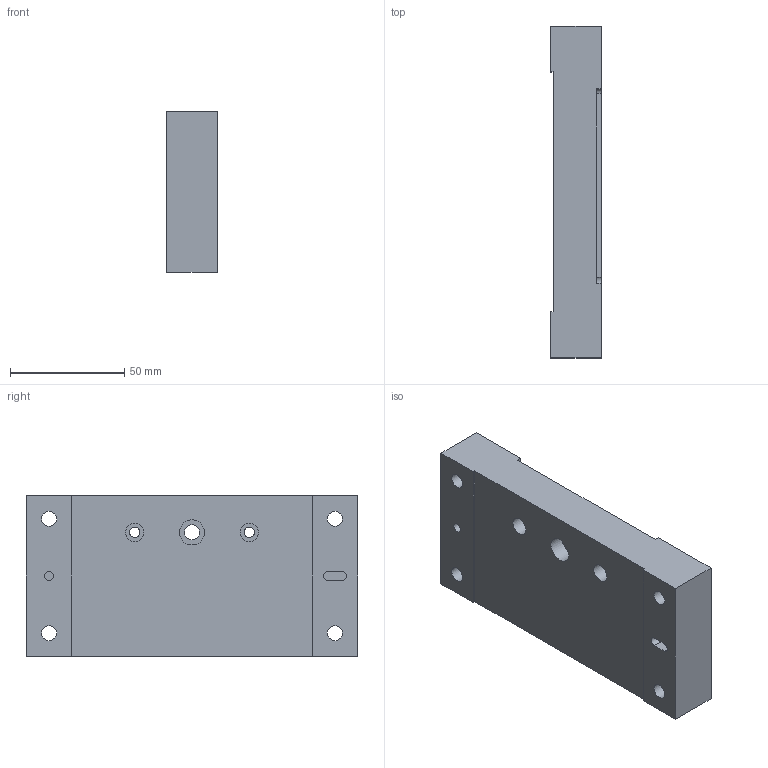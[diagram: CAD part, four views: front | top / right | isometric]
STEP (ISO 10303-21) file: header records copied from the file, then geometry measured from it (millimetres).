
FILE_DESCRIPTION(/* description */ ('Overview Flip Mirror Mount'),/* implementation_level */ '2;1');
FILE_NAME(/* name */ 'FAB-OX0009 - Overview Flip Mirror Mount.stp',/* time_stamp */ '2020-02-10T12:00:49+00:00',/* author */ ('whgu0532'),/* organization */ (''),/* preprocessor_version */ 'ST-DEVELOPER v18',/* originating_system */ 'Autodesk Inventor 2020',/* authorisation */ '');
FILE_SCHEMA (('AUTOMOTIVE_DESIGN { 1 0 10303 214 3 1 1 }'));
Length unit declared in the file: millimetre
Products named in the file (1): FAB-OX0009
Bounding box: 22 x 145 x 70 mm (x, y, z)
Volume: 198588.3 mm3; surface area: 33587.7 mm2
Topology: 1 solids, 1 shells, 47 faces, 124 edges, 88 vertices
Faces by surface type: plane 25, cylinder 20, cone 2
Full cylindrical faces by diameter (mm): 4 x1, 4.5 x2, 4.917 x1, 6.6 x5, 8 x2, 11 x5
Entity records: 1569 total; most frequent: DIRECTION 278, CARTESIAN_POINT 259, ORIENTED_EDGE 246, EDGE_CURVE 123, AXIS2_PLACEMENT_3D 107, VERTEX_POINT 88, EDGE_LOOP 71, LINE 64
